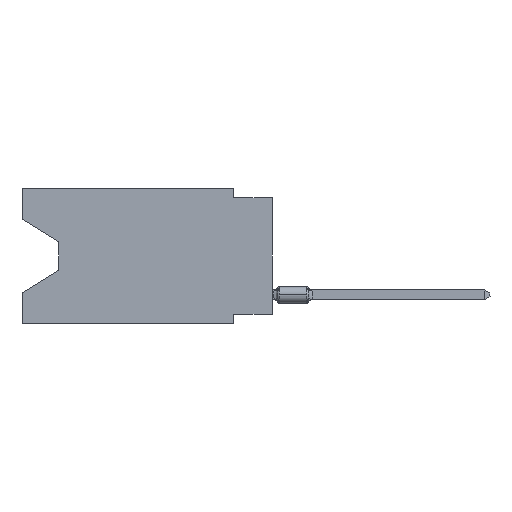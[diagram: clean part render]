
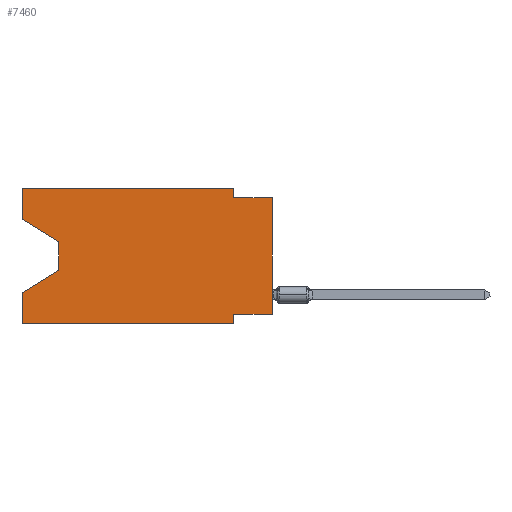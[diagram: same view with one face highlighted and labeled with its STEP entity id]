
A CAD part, left-side view. The second image highlights one B-rep face of the part: STEP entity #7460.
In plain terms, the highlighted planar face has unit normal (-1, 0, 0).
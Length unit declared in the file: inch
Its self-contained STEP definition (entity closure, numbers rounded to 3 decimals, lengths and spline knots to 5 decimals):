
#7 = VERTEX_POINT ( 'NONE', #11539 ) ;
#88 = FACE_OUTER_BOUND ( 'NONE', #13103, .T. ) ;
#204 = CARTESIAN_POINT ( 'NONE',  ( 0., 0.645, 0. ) ) ;
#389 = CARTESIAN_POINT ( 'NONE',  ( 0., 0.645, -0.35 ) ) ;
#576 = DIRECTION ( 'NONE',  ( 0., 0., 1. ) ) ;
#580 = ORIENTED_EDGE ( 'NONE', *, *, #1058, .T. ) ;
#1058 = EDGE_CURVE ( 'NONE', #7632, #15505, #10587, .T. ) ;
#1105 = LINE ( 'NONE', #5820, #6475 ) ;
#1170 = EDGE_CURVE ( 'NONE', #7361, #8952, #16174, .T. ) ;
#1262 = ORIENTED_EDGE ( 'NONE', *, *, #1437, .F. ) ;
#1437 = EDGE_CURVE ( 'NONE', #12188, #7, #3688, .T. ) ;
#1934 = VERTEX_POINT ( 'NONE', #15364 ) ;
#2067 = VECTOR ( 'NONE', #576, 39.37008 ) ;
#2356 = VERTEX_POINT ( 'NONE', #20149 ) ;
#2427 = DIRECTION ( 'NONE',  ( 0., 0., -1. ) ) ;
#2618 = LINE ( 'NONE', #4429, #9835 ) ;
#2637 = ORIENTED_EDGE ( 'NONE', *, *, #18540, .F. ) ;
#2748 = CARTESIAN_POINT ( 'NONE',  ( 0., 0., 0. ) ) ;
#2859 = EDGE_CURVE ( 'NONE', #14880, #2356, #2618, .T. ) ;
#2934 = DIRECTION ( 'NONE',  ( 0., 0., -1. ) ) ;
#3054 = CARTESIAN_POINT ( 'NONE',  ( 0., 0.55, -0.212 ) ) ;
#3556 = CARTESIAN_POINT ( 'NONE',  ( 0., 0.645, -0.08025 ) ) ;
#3688 = LINE ( 'NONE', #16904, #2067 ) ;
#3694 = VECTOR ( 'NONE', #11584, 39.37008 ) ;
#3913 = DIRECTION ( 'NONE',  ( 0., -1., 0. ) ) ;
#4335 = CARTESIAN_POINT ( 'NONE',  ( 0., 0.55, -0.138 ) ) ;
#4400 = LINE ( 'NONE', #13977, #6220 ) ;
#4429 = CARTESIAN_POINT ( 'NONE',  ( 0., 0.1, 0. ) ) ;
#4644 = VERTEX_POINT ( 'NONE', #7142 ) ;
#4997 = ORIENTED_EDGE ( 'NONE', *, *, #14325, .F. ) ;
#5228 = LINE ( 'NONE', #8567, #3694 ) ;
#5354 = VERTEX_POINT ( 'NONE', #9504 ) ;
#5435 = CARTESIAN_POINT ( 'NONE',  ( 0., 0.645, -0.08025 ) ) ;
#5820 = CARTESIAN_POINT ( 'NONE',  ( 0., 0.1, -0.35 ) ) ;
#6220 = VECTOR ( 'NONE', #10736, 39.37008 ) ;
#6294 = CARTESIAN_POINT ( 'NONE',  ( 0., 0.1, 0. ) ) ;
#6475 = VECTOR ( 'NONE', #9484, 39.37008 ) ;
#6563 = LINE ( 'NONE', #3556, #12446 ) ;
#6632 = DIRECTION ( 'NONE',  ( 0., 0., -1. ) ) ;
#7047 = LINE ( 'NONE', #18460, #8416 ) ;
#7142 = CARTESIAN_POINT ( 'NONE',  ( 0., 0.645, -0.26975 ) ) ;
#7193 = VECTOR ( 'NONE', #7785, 39.37008 ) ;
#7361 = VERTEX_POINT ( 'NONE', #19968 ) ;
#7460 = ADVANCED_FACE ( 'NONE', ( #88 ), #15120, .F. ) ;
#7632 = VERTEX_POINT ( 'NONE', #4335 ) ;
#7785 = DIRECTION ( 'NONE',  ( 0., 0., 1. ) ) ;
#7801 = CARTESIAN_POINT ( 'NONE',  ( 0., 0., -0.025 ) ) ;
#8317 = DIRECTION ( 'NONE',  ( 0., -1., 0. ) ) ;
#8416 = VECTOR ( 'NONE', #20061, 39.37008 ) ;
#8567 = CARTESIAN_POINT ( 'NONE',  ( 0., 0., -0.025 ) ) ;
#8571 = DIRECTION ( 'NONE',  ( 1., 0., 0. ) ) ;
#8673 = EDGE_CURVE ( 'NONE', #15505, #4644, #7047, .T. ) ;
#8952 = VERTEX_POINT ( 'NONE', #7801 ) ;
#9484 = DIRECTION ( 'NONE',  ( 0., 0., -1. ) ) ;
#9504 = CARTESIAN_POINT ( 'NONE',  ( 0., 0.1, -0.325 ) ) ;
#9510 = ORIENTED_EDGE ( 'NONE', *, *, #12571, .F. ) ;
#9531 = ORIENTED_EDGE ( 'NONE', *, *, #8673, .T. ) ;
#9835 = VECTOR ( 'NONE', #2934, 39.37008 ) ;
#10587 = LINE ( 'NONE', #15198, #18882 ) ;
#10736 = DIRECTION ( 'NONE',  ( 0., 1., 0. ) ) ;
#10887 = ORIENTED_EDGE ( 'NONE', *, *, #17581, .F. ) ;
#11539 = CARTESIAN_POINT ( 'NONE',  ( 0., 0.645, 0. ) ) ;
#11584 = DIRECTION ( 'NONE',  ( 0., -1., 0. ) ) ;
#12188 = VERTEX_POINT ( 'NONE', #5435 ) ;
#12446 = VECTOR ( 'NONE', #14738, 39.37008 ) ;
#12571 = EDGE_CURVE ( 'NONE', #7, #14880, #14674, .T. ) ;
#13103 = EDGE_LOOP ( 'NONE', ( #15784, #580, #9531, #2637, #16007, #4997, #10887, #20529, #19912, #20448, #9510, #1262 ) ) ;
#13123 = VECTOR ( 'NONE', #14637, 39.37008 ) ;
#13159 = CARTESIAN_POINT ( 'NONE',  ( 0., 0.645, 0. ) ) ;
#13193 = VERTEX_POINT ( 'NONE', #19117 ) ;
#13350 = EDGE_CURVE ( 'NONE', #2356, #8952, #5228, .T. ) ;
#13977 = CARTESIAN_POINT ( 'NONE',  ( 0., 0., -0.325 ) ) ;
#14325 = EDGE_CURVE ( 'NONE', #5354, #13193, #1105, .T. ) ;
#14637 = DIRECTION ( 'NONE',  ( 0., 0., 1. ) ) ;
#14674 = LINE ( 'NONE', #13159, #18796 ) ;
#14738 = DIRECTION ( 'NONE',  ( 0., -0.855, -0.519 ) ) ;
#14880 = VERTEX_POINT ( 'NONE', #6294 ) ;
#15050 = CARTESIAN_POINT ( 'NONE',  ( 0., 0.645, 0. ) ) ;
#15120 = PLANE ( 'NONE',  #18687 ) ;
#15198 = CARTESIAN_POINT ( 'NONE',  ( 0., 0.55, -0.138 ) ) ;
#15364 = CARTESIAN_POINT ( 'NONE',  ( 0., 0.645, -0.35 ) ) ;
#15505 = VERTEX_POINT ( 'NONE', #3054 ) ;
#15784 = ORIENTED_EDGE ( 'NONE', *, *, #18463, .T. ) ;
#16007 = ORIENTED_EDGE ( 'NONE', *, *, #18248, .T. ) ;
#16174 = LINE ( 'NONE', #2748, #7193 ) ;
#16904 = CARTESIAN_POINT ( 'NONE',  ( 0., 0.645, 0. ) ) ;
#17581 = EDGE_CURVE ( 'NONE', #7361, #5354, #4400, .T. ) ;
#18188 = LINE ( 'NONE', #15050, #13123 ) ;
#18248 = EDGE_CURVE ( 'NONE', #1934, #13193, #18655, .T. ) ;
#18460 = CARTESIAN_POINT ( 'NONE',  ( 0., 0.55, -0.212 ) ) ;
#18463 = EDGE_CURVE ( 'NONE', #12188, #7632, #6563, .T. ) ;
#18540 = EDGE_CURVE ( 'NONE', #1934, #4644, #18188, .T. ) ;
#18655 = LINE ( 'NONE', #389, #21017 ) ;
#18687 = AXIS2_PLACEMENT_3D ( 'NONE', #204, #8571, #6632 ) ;
#18796 = VECTOR ( 'NONE', #8317, 39.37008 ) ;
#18882 = VECTOR ( 'NONE', #2427, 39.37008 ) ;
#19117 = CARTESIAN_POINT ( 'NONE',  ( 0., 0.1, -0.35 ) ) ;
#19912 = ORIENTED_EDGE ( 'NONE', *, *, #13350, .F. ) ;
#19968 = CARTESIAN_POINT ( 'NONE',  ( 0., 0., -0.325 ) ) ;
#20061 = DIRECTION ( 'NONE',  ( 0., 0.855, -0.519 ) ) ;
#20149 = CARTESIAN_POINT ( 'NONE',  ( 0., 0.1, -0.025 ) ) ;
#20448 = ORIENTED_EDGE ( 'NONE', *, *, #2859, .F. ) ;
#20529 = ORIENTED_EDGE ( 'NONE', *, *, #1170, .T. ) ;
#21017 = VECTOR ( 'NONE', #3913, 39.37008 ) ;
